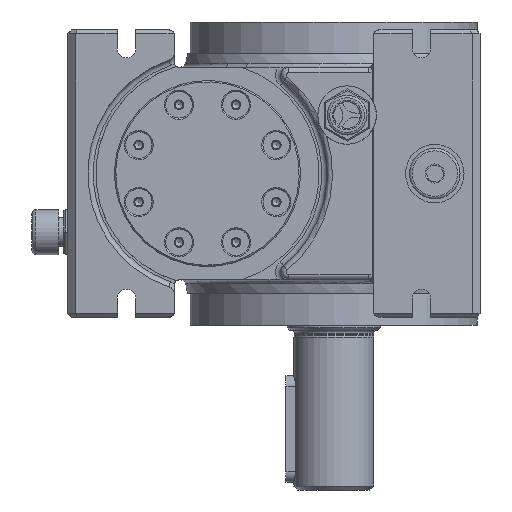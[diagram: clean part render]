
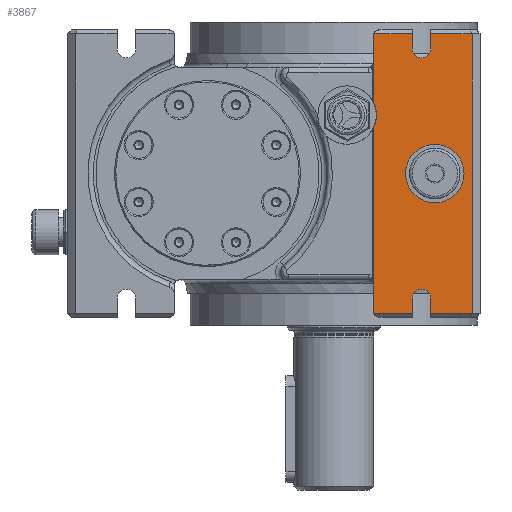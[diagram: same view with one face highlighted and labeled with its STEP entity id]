
A CAD part, left-side view. The second image highlights one B-rep face of the part: STEP entity #3867.
In plain terms, the highlighted planar face has unit normal (-1, 0, 0).
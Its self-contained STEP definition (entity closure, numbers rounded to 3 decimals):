
#3867 = ADVANCED_FACE( '', ( #8280, #8281 ), #8282, .T. );
#8280 = FACE_OUTER_BOUND( '', #15564, .T. );
#8281 = FACE_BOUND( '', #15565, .T. );
#8282 = PLANE( '', #15566 );
#15564 = EDGE_LOOP( '', ( #25990, #25991, #25992, #25993, #25994, #25995, #25996, #25997, #25998, #25999, #26000, #26001, #26002, #26003, #26004, #26005, #26006, #26007 ) );
#15565 = EDGE_LOOP( '', ( #26008 ) );
#15566 = AXIS2_PLACEMENT_3D( '', #26009, #26010, #26011 );
#25990 = ORIENTED_EDGE( '', *, *, #28495, .T. );
#25991 = ORIENTED_EDGE( '', *, *, #30575, .F. );
#25992 = ORIENTED_EDGE( '', *, *, #30543, .T. );
#25993 = ORIENTED_EDGE( '', *, *, #30127, .F. );
#25994 = ORIENTED_EDGE( '', *, *, #29794, .F. );
#25995 = ORIENTED_EDGE( '', *, *, #26836, .F. );
#25996 = ORIENTED_EDGE( '', *, *, #29441, .T. );
#25997 = ORIENTED_EDGE( '', *, *, #30411, .T. );
#25998 = ORIENTED_EDGE( '', *, *, #27225, .F. );
#25999 = ORIENTED_EDGE( '', *, *, #30776, .T. );
#26000 = ORIENTED_EDGE( '', *, *, #30478, .T. );
#26001 = ORIENTED_EDGE( '', *, *, #28673, .T. );
#26002 = ORIENTED_EDGE( '', *, *, #30539, .F. );
#26003 = ORIENTED_EDGE( '', *, *, #30777, .T. );
#26004 = ORIENTED_EDGE( '', *, *, #30247, .F. );
#26005 = ORIENTED_EDGE( '', *, *, #30778, .T. );
#26006 = ORIENTED_EDGE( '', *, *, #27799, .F. );
#26007 = ORIENTED_EDGE( '', *, *, #30642, .T. );
#26008 = ORIENTED_EDGE( '', *, *, #27144, .F. );
#26009 = CARTESIAN_POINT( '', ( 562.897, 217.994, -40. ) );
#26010 = DIRECTION( '', ( -1., 0., 0. ) );
#26011 = DIRECTION( '', ( 0., 0., 1. ) );
#26836 = EDGE_CURVE( '', #31014, #31016, #31017, .T. );
#27144 = EDGE_CURVE( '', #31551, #31551, #31552, .T. );
#27225 = EDGE_CURVE( '', #31691, #31692, #31693, .T. );
#27799 = EDGE_CURVE( '', #32679, #32681, #32682, .T. );
#28495 = EDGE_CURVE( '', #33455, #33792, #33794, .T. );
#28673 = EDGE_CURVE( '', #34065, #34063, #34066, .T. );
#29441 = EDGE_CURVE( '', #31014, #35130, #35132, .T. );
#29794 = EDGE_CURVE( '', #31016, #35604, #35605, .T. );
#30127 = EDGE_CURVE( '', #35604, #36023, #36024, .T. );
#30247 = EDGE_CURVE( '', #34103, #36170, #36171, .T. );
#30411 = EDGE_CURVE( '', #35130, #31692, #36370, .T. );
#30478 = EDGE_CURVE( '', #36442, #34065, #36443, .T. );
#30539 = EDGE_CURVE( '', #36511, #34063, #36513, .T. );
#30543 = EDGE_CURVE( '', #36518, #36023, #36519, .T. );
#30575 = EDGE_CURVE( '', #36518, #33792, #36553, .T. );
#30642 = EDGE_CURVE( '', #32679, #33455, #36628, .T. );
#30776 = EDGE_CURVE( '', #31691, #36442, #36762, .T. );
#30777 = EDGE_CURVE( '', #36511, #36170, #36763, .T. );
#30778 = EDGE_CURVE( '', #34103, #32681, #36764, .T. );
#31014 = VERTEX_POINT( '', #37039 );
#31016 = VERTEX_POINT( '', #37042 );
#31017 = LINE( '', #37043, #37044 );
#31551 = VERTEX_POINT( '', #38560 );
#31552 = CIRCLE( '', #38561, 11. );
#31691 = VERTEX_POINT( '', #38975 );
#31692 = VERTEX_POINT( '', #38976 );
#31693 = LINE( '', #38977, #38978 );
#32679 = VERTEX_POINT( '', #41496 );
#32681 = VERTEX_POINT( '', #41498 );
#32682 = CIRCLE( '', #41499, 11. );
#33455 = VERTEX_POINT( '', #45155 );
#33792 = VERTEX_POINT( '', #46595 );
#33794 = LINE( '', #46598, #46599 );
#34063 = VERTEX_POINT( '', #47543 );
#34065 = VERTEX_POINT( '', #47546 );
#34066 = LINE( '', #47547, #47548 );
#34103 = VERTEX_POINT( '', #47600 );
#35130 = VERTEX_POINT( '', #51631 );
#35132 = LINE( '', #51634, #51635 );
#35604 = VERTEX_POINT( '', #53397 );
#35605 = CIRCLE( '', #53398, 3.5 );
#36023 = VERTEX_POINT( '', #54509 );
#36024 = LINE( '', #54510, #54511 );
#36170 = VERTEX_POINT( '', #55189 );
#36171 = LINE( '', #55190, #55191 );
#36370 = LINE( '', #55759, #55760 );
#36442 = VERTEX_POINT( '', #55852 );
#36443 = CIRCLE( '', #55853, 3.5 );
#36511 = VERTEX_POINT( '', #55976 );
#36513 = LINE( '', #55978, #55979 );
#36518 = VERTEX_POINT( '', #55984 );
#36519 = LINE( '', #55985, #55986 );
#36553 = CIRCLE( '', #56026, 2. );
#36628 = LINE( '', #56151, #56152 );
#36762 = LINE( '', #56420, #56421 );
#36763 = CIRCLE( '', #56422, 2. );
#36764 = LINE( '', #56423, #56424 );
#37039 = CARTESIAN_POINT( '', ( 562.897, 196.494, -52.5 ) );
#37042 = CARTESIAN_POINT( '', ( 562.897, 196.494, -47. ) );
#37043 = CARTESIAN_POINT( '', ( 562.897, 196.494, 0. ) );
#37044 = VECTOR( '', #56643, 1000. );
#38560 = CARTESIAN_POINT( '', ( 562.897, 183.994, 0. ) );
#38561 = AXIS2_PLACEMENT_3D( '', #57083, #57084, #57085 );
#38975 = CARTESIAN_POINT( '', ( 562.897, 196.494, 52.5 ) );
#38976 = CARTESIAN_POINT( '', ( 562.897, 180.994, 52.5 ) );
#38977 = CARTESIAN_POINT( '', ( 562.897, 0., 52.5 ) );
#38978 = VECTOR( '', #57188, 1000. );
#41496 = CARTESIAN_POINT( '', ( 562.897, 217.994, 17.417 ) );
#41498 = CARTESIAN_POINT( '', ( 562.897, 217.994, 26.583 ) );
#41499 = AXIS2_PLACEMENT_3D( '', #57979, #57980, #57981 );
#45155 = CARTESIAN_POINT( '', ( 562.897, 217.994, -42. ) );
#46595 = CARTESIAN_POINT( '', ( 562.897, 217.994, -52. ) );
#46598 = CARTESIAN_POINT( '', ( 562.897, 217.994, 0. ) );
#46599 = VECTOR( '', #58847, 1000. );
#47543 = CARTESIAN_POINT( '', ( 562.897, 203.494, 52.5 ) );
#47546 = CARTESIAN_POINT( '', ( 562.897, 203.494, 47. ) );
#47547 = CARTESIAN_POINT( '', ( 562.897, 203.494, 0. ) );
#47548 = VECTOR( '', #59074, 1000. );
#47600 = CARTESIAN_POINT( '', ( 562.897, 217.994, 42. ) );
#51631 = CARTESIAN_POINT( '', ( 562.897, 180.994, -52.5 ) );
#51634 = CARTESIAN_POINT( '', ( 562.897, 0., -52.5 ) );
#51635 = VECTOR( '', #59944, 1000. );
#53397 = CARTESIAN_POINT( '', ( 562.897, 203.494, -47. ) );
#53398 = AXIS2_PLACEMENT_3D( '', #60349, #60350, #60351 );
#54509 = CARTESIAN_POINT( '', ( 562.897, 203.494, -52.5 ) );
#54510 = CARTESIAN_POINT( '', ( 562.897, 203.494, 0. ) );
#54511 = VECTOR( '', #60713, 1000. );
#55189 = CARTESIAN_POINT( '', ( 562.897, 217.994, 52. ) );
#55190 = CARTESIAN_POINT( '', ( 562.897, 217.994, 0. ) );
#55191 = VECTOR( '', #60832, 1000. );
#55759 = CARTESIAN_POINT( '', ( 562.897, 180.994, 0. ) );
#55760 = VECTOR( '', #60977, 1000. );
#55852 = CARTESIAN_POINT( '', ( 562.897, 196.494, 47. ) );
#55853 = AXIS2_PLACEMENT_3D( '', #61023, #61024, #61025 );
#55976 = CARTESIAN_POINT( '', ( 562.897, 217.931, 52.5 ) );
#55978 = CARTESIAN_POINT( '', ( 562.897, 0., 52.5 ) );
#55979 = VECTOR( '', #61075, 1000. );
#55984 = CARTESIAN_POINT( '', ( 562.897, 217.931, -52.5 ) );
#55985 = CARTESIAN_POINT( '', ( 562.897, 0., -52.5 ) );
#55986 = VECTOR( '', #61079, 1000. );
#56026 = AXIS2_PLACEMENT_3D( '', #61104, #61105, #61106 );
#56151 = CARTESIAN_POINT( '', ( 562.897, 217.994, 0. ) );
#56152 = VECTOR( '', #61154, 1000. );
#56420 = CARTESIAN_POINT( '', ( 562.897, 196.494, 0. ) );
#56421 = VECTOR( '', #61199, 1000. );
#56422 = AXIS2_PLACEMENT_3D( '', #61200, #61201, #61202 );
#56423 = CARTESIAN_POINT( '', ( 562.897, 217.994, 0. ) );
#56424 = VECTOR( '', #61203, 1000. );
#56643 = DIRECTION( '', ( 0., 0., 1. ) );
#57083 = CARTESIAN_POINT( '', ( 562.897, 194.994, 0. ) );
#57084 = DIRECTION( '', ( -1., 0., 0. ) );
#57085 = DIRECTION( '', ( 0., -1., 0. ) );
#57188 = DIRECTION( '', ( 0., -1., 0. ) );
#57979 = CARTESIAN_POINT( '', ( 562.897, 227.994, 22. ) );
#57980 = DIRECTION( '', ( -1., 0., 0. ) );
#57981 = DIRECTION( '', ( 0., -1., 0. ) );
#58847 = DIRECTION( '', ( 0., 0., -1. ) );
#59074 = DIRECTION( '', ( 0., 0., 1. ) );
#59944 = DIRECTION( '', ( 0., -1., 0. ) );
#60349 = CARTESIAN_POINT( '', ( 562.897, 199.994, -47. ) );
#60350 = DIRECTION( '', ( -1., 0., 0. ) );
#60351 = DIRECTION( '', ( 0., -1., 0. ) );
#60713 = DIRECTION( '', ( 0., 0., -1. ) );
#60832 = DIRECTION( '', ( 0., 0., 1. ) );
#60977 = DIRECTION( '', ( 0., 0., 1. ) );
#61023 = CARTESIAN_POINT( '', ( 562.897, 199.994, 47. ) );
#61024 = DIRECTION( '', ( 1., 0., 0. ) );
#61025 = DIRECTION( '', ( 0., -1., 0. ) );
#61075 = DIRECTION( '', ( 0., -1., 0. ) );
#61079 = DIRECTION( '', ( 0., -1., 0. ) );
#61104 = CARTESIAN_POINT( '', ( 562.897, 215.994, -52. ) );
#61105 = DIRECTION( '', ( 1., 0., 0. ) );
#61106 = DIRECTION( '', ( 0., -1., 0. ) );
#61154 = DIRECTION( '', ( 0., 0., -1. ) );
#61199 = DIRECTION( '', ( 0., 0., -1. ) );
#61200 = CARTESIAN_POINT( '', ( 562.897, 215.994, 52. ) );
#61201 = DIRECTION( '', ( -1., 0., 0. ) );
#61202 = DIRECTION( '', ( 0., -1., 0. ) );
#61203 = DIRECTION( '', ( 0., 0., -1. ) );
